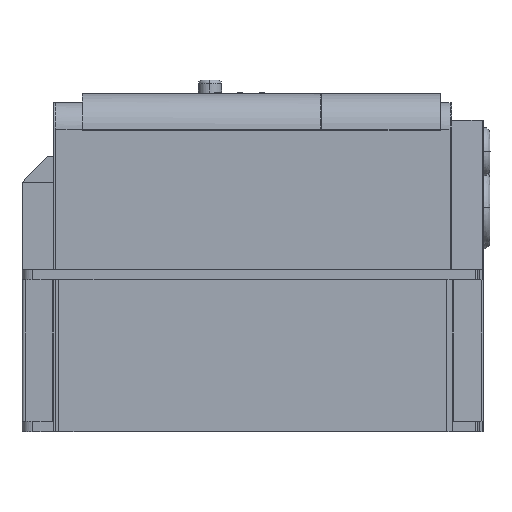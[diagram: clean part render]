
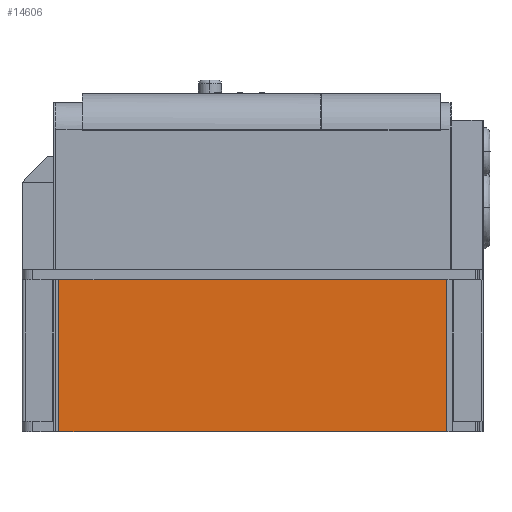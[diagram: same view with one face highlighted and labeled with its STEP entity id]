
A CAD part, left-side view. The second image highlights one B-rep face of the part: STEP entity #14606.
In plain terms, the highlighted planar face has unit normal (-1, 0, 0).
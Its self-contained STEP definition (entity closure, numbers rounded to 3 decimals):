
#875 = VECTOR ( 'NONE', #8137, 1000. ) ;
#2020 = VERTEX_POINT ( 'NONE', #7749 ) ;
#2159 = ORIENTED_EDGE ( 'NONE', *, *, #18006, .T. ) ;
#2430 = VERTEX_POINT ( 'NONE', #9327 ) ;
#2856 = VERTEX_POINT ( 'NONE', #4047 ) ;
#2940 = ORIENTED_EDGE ( 'NONE', *, *, #6510, .F. ) ;
#4046 = EDGE_CURVE ( 'NONE', #2430, #2020, #6241, .T. ) ;
#4047 = CARTESIAN_POINT ( 'NONE',  ( -106.297, 109.203, -4.7 ) ) ;
#4550 = LINE ( 'NONE', #8198, #875 ) ;
#4716 = DIRECTION ( 'NONE',  ( 0., -1., 0. ) ) ;
#4780 = CARTESIAN_POINT ( 'NONE',  ( -106.297, 128.753, -90.4 ) ) ;
#6241 = LINE ( 'NONE', #4780, #17433 ) ;
#6510 = EDGE_CURVE ( 'NONE', #2856, #17839, #8790, .T. ) ;
#7053 = ORIENTED_EDGE ( 'NONE', *, *, #4046, .T. ) ;
#7749 = CARTESIAN_POINT ( 'NONE',  ( -106.297, -109.203, -90.4 ) ) ;
#8137 = DIRECTION ( 'NONE',  ( 0., 0., 1. ) ) ;
#8198 = CARTESIAN_POINT ( 'NONE',  ( -106.297, 109.203, -90.4 ) ) ;
#8701 = EDGE_LOOP ( 'NONE', ( #11568, #7053, #2159, #2940 ) ) ;
#8790 = LINE ( 'NONE', #13128, #12831 ) ;
#8833 = AXIS2_PLACEMENT_3D ( 'NONE', #16342, #16321, #16298 ) ;
#9282 = VECTOR ( 'NONE', #13681, 1000. ) ;
#9327 = CARTESIAN_POINT ( 'NONE',  ( -106.297, 109.203, -90.4 ) ) ;
#9745 = LINE ( 'NONE', #13648, #9282 ) ;
#11568 = ORIENTED_EDGE ( 'NONE', *, *, #18700, .F. ) ;
#12831 = VECTOR ( 'NONE', #12835, 1000. ) ;
#12835 = DIRECTION ( 'NONE',  ( 0., -1., 0. ) ) ;
#13128 = CARTESIAN_POINT ( 'NONE',  ( -106.297, 109.203, -4.7 ) ) ;
#13648 = CARTESIAN_POINT ( 'NONE',  ( -106.297, -109.203, -90.4 ) ) ;
#13681 = DIRECTION ( 'NONE',  ( 0., 0., 1. ) ) ;
#14606 = ADVANCED_FACE ( 'NONE', ( #16899 ), #16504, .F. ) ;
#15555 = CARTESIAN_POINT ( 'NONE',  ( -106.297, -109.203, -4.7 ) ) ;
#16298 = DIRECTION ( 'NONE',  ( 0., 1., 0. ) ) ;
#16321 = DIRECTION ( 'NONE',  ( 1., 0., 0. ) ) ;
#16342 = CARTESIAN_POINT ( 'NONE',  ( -106.297, 109.203, -90.4 ) ) ;
#16504 = PLANE ( 'NONE',  #8833 ) ;
#16899 = FACE_OUTER_BOUND ( 'NONE', #8701, .T. ) ;
#17433 = VECTOR ( 'NONE', #4716, 1000. ) ;
#17839 = VERTEX_POINT ( 'NONE', #15555 ) ;
#18006 = EDGE_CURVE ( 'NONE', #2020, #17839, #9745, .T. ) ;
#18700 = EDGE_CURVE ( 'NONE', #2430, #2856, #4550, .T. ) ;
